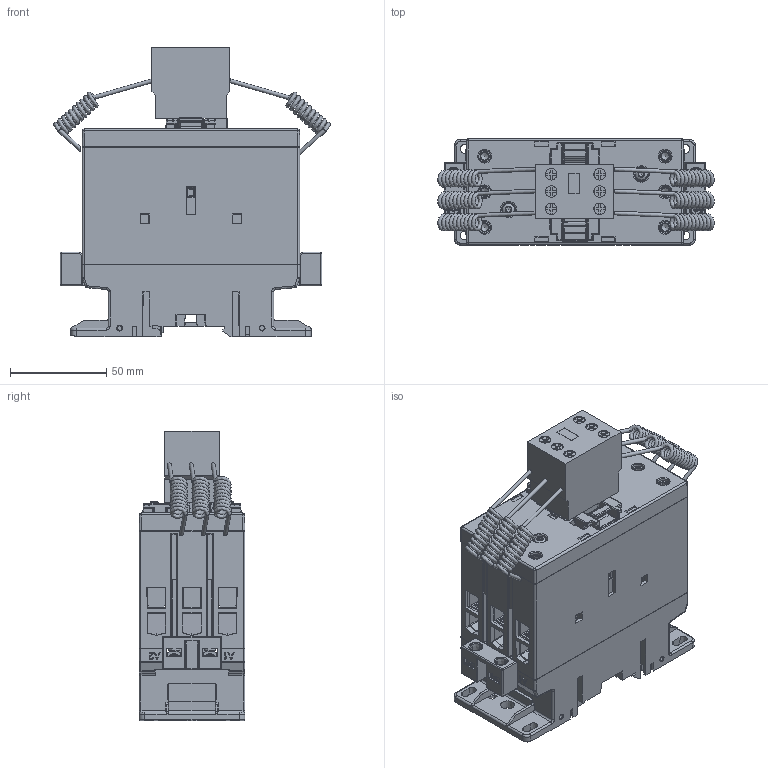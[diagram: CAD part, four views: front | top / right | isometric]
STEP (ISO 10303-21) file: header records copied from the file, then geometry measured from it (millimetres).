
FILE_DESCRIPTION(/* description */ (''),/* implementation_level */ '2;1');
FILE_NAME(/* name */ 'BFK5000-BFK8000.stp',/* time_stamp */ '2019-09-17T08:00:14+02:00',/* author */ (''),/* organization */ (''),/* preprocessor_version */ 'ST-DEVELOPER v16',/* originating_system */ 'SIEMENS PLM Software NX 10.0',/* authorisation */ '');
FILE_SCHEMA (('AP203_CONFIGURATION_CONTROLLED_3D_DESIGN_OF_MECHANICAL_PARTS_AND_ASSEMBLIES_MIM_LF { 1 0 10303 403 2 1 2}'));
Products named in the file (1): Rugg279834CAyodw
Bounding box: 143.68 x 55 x 150.47 mm (x, y, z)
Volume: 45530.6 mm3; surface area: 124846.4 mm2
Topology: 19 solids, 109 shells, 2467 faces, 10248 edges, 7594 vertices
Faces by surface type: plane 1386, cylinder 734, bspline 125, sphere 91, cone 80, torus 51
Full cylindrical faces by diameter (mm): 2 x25, 2.85 x4, 3 x4, 3.4 x2, 3.48 x4, 3.54 x4, 6 x7
Entity records: 147951 total; most frequent: CARTESIAN_POINT 66941, DIRECTION 15968, ORIENTED_EDGE 15401, EDGE_CURVE 9969, VERTEX_POINT 7541, LINE 6616, VECTOR 6616, AXIS2_PLACEMENT_3D 4676
